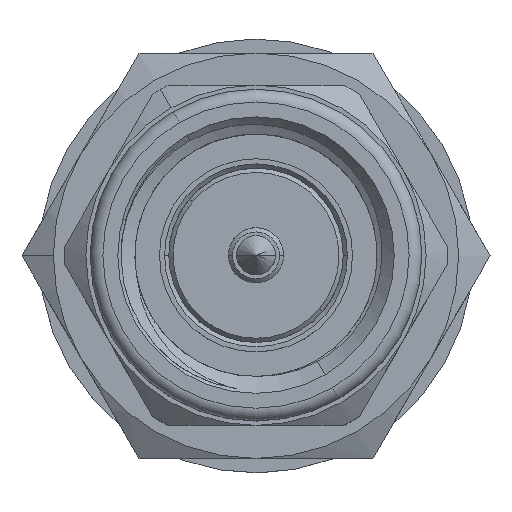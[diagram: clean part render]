
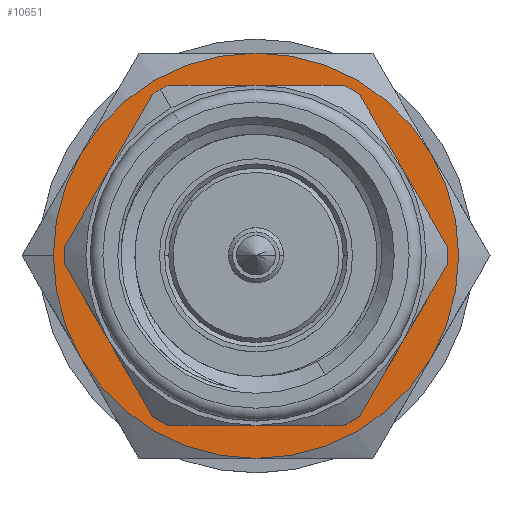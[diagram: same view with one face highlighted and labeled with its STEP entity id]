
A CAD part, top view. The second image highlights one B-rep face of the part: STEP entity #10651.
In plain terms, the highlighted planar face has unit normal (0, 0, 1).
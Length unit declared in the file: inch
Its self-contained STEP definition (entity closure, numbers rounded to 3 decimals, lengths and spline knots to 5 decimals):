
#121 = CIRCLE ( 'NONE', #746, 0.1876 ) ;
#132 = DIRECTION ( 'NONE',  ( 0., 0., -1. ) ) ;
#248 = EDGE_CURVE ( 'NONE', #11131, #10447, #12205, .T. ) ;
#288 = CARTESIAN_POINT ( 'NONE',  ( 0., 0., 0.5689 ) ) ;
#746 = AXIS2_PLACEMENT_3D ( 'NONE', #11282, #3936, #3652 ) ;
#749 = CARTESIAN_POINT ( 'NONE',  ( -0.1876, 0., 0.5689 ) ) ;
#1638 = AXIS2_PLACEMENT_3D ( 'NONE', #1901, #132, #7917 ) ;
#1873 = DIRECTION ( 'NONE',  ( 1., 0., 0. ) ) ;
#1901 = CARTESIAN_POINT ( 'NONE',  ( 0., 0., 0.5689 ) ) ;
#2663 = CIRCLE ( 'NONE', #15959, 0.1876 ) ;
#2678 = DIRECTION ( 'NONE',  ( 1., 0., 0. ) ) ;
#2868 = DIRECTION ( 'NONE',  ( 0., 0., -1. ) ) ;
#3092 = CARTESIAN_POINT ( 'NONE',  ( 0.16247, 0.0938, 0.5689 ) ) ;
#3135 = AXIS2_PLACEMENT_3D ( 'NONE', #8069, #15328, #9412 ) ;
#3358 = ORIENTED_EDGE ( 'NONE', *, *, #15379, .F. ) ;
#3652 = DIRECTION ( 'NONE',  ( -1., 0., 0. ) ) ;
#3936 = DIRECTION ( 'NONE',  ( 0., 0., -1. ) ) ;
#3945 = CARTESIAN_POINT ( 'NONE',  ( 0., 0., 0.5689 ) ) ;
#4038 = FACE_BOUND ( 'NONE', #4937, .T. ) ;
#4549 = AXIS2_PLACEMENT_3D ( 'NONE', #13614, #12436, #9812 ) ;
#4937 = EDGE_LOOP ( 'NONE', ( #14403, #18157 ) ) ;
#5889 = EDGE_CURVE ( 'NONE', #18895, #7393, #11652, .T. ) ;
#5895 = CARTESIAN_POINT ( 'NONE',  ( 0., 0.1876, 0.5689 ) ) ;
#6010 = VERTEX_POINT ( 'NONE', #19225 ) ;
#6848 = DIRECTION ( 'NONE',  ( 0., 0., 1. ) ) ;
#7055 = ORIENTED_EDGE ( 'NONE', *, *, #7454, .F. ) ;
#7357 = CARTESIAN_POINT ( 'NONE',  ( 0., 0., 0.5689 ) ) ;
#7381 = CIRCLE ( 'NONE', #18213, 0.12795 ) ;
#7393 = VERTEX_POINT ( 'NONE', #10721 ) ;
#7454 = EDGE_CURVE ( 'NONE', #6010, #15800, #11602, .T. ) ;
#7786 = DIRECTION ( 'NONE',  ( -1., 0., 0. ) ) ;
#7917 = DIRECTION ( 'NONE',  ( -1., 0., 0. ) ) ;
#7991 = AXIS2_PLACEMENT_3D ( 'NONE', #288, #14847, #7786 ) ;
#8069 = CARTESIAN_POINT ( 'NONE',  ( 0., 0., 0.5689 ) ) ;
#8124 = CARTESIAN_POINT ( 'NONE',  ( 0., 0., 0.5689 ) ) ;
#8871 = CARTESIAN_POINT ( 'NONE',  ( -0.16247, 0.0938, 0.5689 ) ) ;
#9226 = EDGE_LOOP ( 'NONE', ( #12852, #3358, #13123, #16482, #7055, #9329, #17425 ) ) ;
#9329 = ORIENTED_EDGE ( 'NONE', *, *, #9678, .F. ) ;
#9375 = DIRECTION ( 'NONE',  ( -1., 0., 0. ) ) ;
#9412 = DIRECTION ( 'NONE',  ( -1., 0., 0. ) ) ;
#9474 = DIRECTION ( 'NONE',  ( 0., 0., -1. ) ) ;
#9678 = EDGE_CURVE ( 'NONE', #10447, #6010, #14567, .T. ) ;
#9812 = DIRECTION ( 'NONE',  ( 1., 0., 0. ) ) ;
#10029 = CARTESIAN_POINT ( 'NONE',  ( 0.12795, 0., 0.5689 ) ) ;
#10175 = EDGE_CURVE ( 'NONE', #14257, #12328, #12577, .T. ) ;
#10447 = VERTEX_POINT ( 'NONE', #12045 ) ;
#10490 = EDGE_CURVE ( 'NONE', #7393, #18895, #7381, .T. ) ;
#10651 = ADVANCED_FACE ( 'NONE', ( #12842, #4038 ), #12940, .T. ) ;
#10721 = CARTESIAN_POINT ( 'NONE',  ( 0.12795, 0., 0.5689 ) ) ;
#10736 = EDGE_CURVE ( 'NONE', #12406, #11131, #2663, .T. ) ;
#10992 = CARTESIAN_POINT ( 'NONE',  ( -0.12795, 0., 0.5689 ) ) ;
#11131 = VERTEX_POINT ( 'NONE', #11656 ) ;
#11282 = CARTESIAN_POINT ( 'NONE',  ( 0., 0., 0.5689 ) ) ;
#11602 = CIRCLE ( 'NONE', #1638, 0.1876 ) ;
#11652 = CIRCLE ( 'NONE', #4549, 0.12795 ) ;
#11656 = CARTESIAN_POINT ( 'NONE',  ( 0.16247, -0.0938, 0.5689 ) ) ;
#11887 = AXIS2_PLACEMENT_3D ( 'NONE', #8124, #9474, #9375 ) ;
#12045 = CARTESIAN_POINT ( 'NONE',  ( 0., -0.1876, 0.5689 ) ) ;
#12205 = CIRCLE ( 'NONE', #11887, 0.1876 ) ;
#12328 = VERTEX_POINT ( 'NONE', #5895 ) ;
#12406 = VERTEX_POINT ( 'NONE', #3092 ) ;
#12436 = DIRECTION ( 'NONE',  ( 0., 0., 1. ) ) ;
#12560 = AXIS2_PLACEMENT_3D ( 'NONE', #10029, #6848, #2678 ) ;
#12577 = CIRCLE ( 'NONE', #15049, 0.1876 ) ;
#12842 = FACE_OUTER_BOUND ( 'NONE', #9226, .T. ) ;
#12852 = ORIENTED_EDGE ( 'NONE', *, *, #10736, .F. ) ;
#12940 = PLANE ( 'NONE',  #12560 ) ;
#13123 = ORIENTED_EDGE ( 'NONE', *, *, #10175, .F. ) ;
#13614 = CARTESIAN_POINT ( 'NONE',  ( 0., 0., 0.5689 ) ) ;
#14257 = VERTEX_POINT ( 'NONE', #8871 ) ;
#14403 = ORIENTED_EDGE ( 'NONE', *, *, #10490, .F. ) ;
#14567 = CIRCLE ( 'NONE', #3135, 0.1876 ) ;
#14847 = DIRECTION ( 'NONE',  ( 0., 0., -1. ) ) ;
#14949 = CARTESIAN_POINT ( 'NONE',  ( 0., 0., 0.5689 ) ) ;
#15049 = AXIS2_PLACEMENT_3D ( 'NONE', #7357, #17428, #15976 ) ;
#15159 = DIRECTION ( 'NONE',  ( 0., 0., 1. ) ) ;
#15328 = DIRECTION ( 'NONE',  ( 0., 0., -1. ) ) ;
#15379 = EDGE_CURVE ( 'NONE', #12328, #12406, #121, .T. ) ;
#15800 = VERTEX_POINT ( 'NONE', #749 ) ;
#15959 = AXIS2_PLACEMENT_3D ( 'NONE', #3945, #2868, #18955 ) ;
#15976 = DIRECTION ( 'NONE',  ( -1., 0., 0. ) ) ;
#16482 = ORIENTED_EDGE ( 'NONE', *, *, #18450, .F. ) ;
#16666 = CIRCLE ( 'NONE', #7991, 0.1876 ) ;
#17425 = ORIENTED_EDGE ( 'NONE', *, *, #248, .F. ) ;
#17428 = DIRECTION ( 'NONE',  ( 0., 0., -1. ) ) ;
#18157 = ORIENTED_EDGE ( 'NONE', *, *, #5889, .F. ) ;
#18213 = AXIS2_PLACEMENT_3D ( 'NONE', #14949, #15159, #1873 ) ;
#18450 = EDGE_CURVE ( 'NONE', #15800, #14257, #16666, .T. ) ;
#18895 = VERTEX_POINT ( 'NONE', #10992 ) ;
#18955 = DIRECTION ( 'NONE',  ( -1., 0., 0. ) ) ;
#19225 = CARTESIAN_POINT ( 'NONE',  ( -0.16247, -0.0938, 0.5689 ) ) ;
